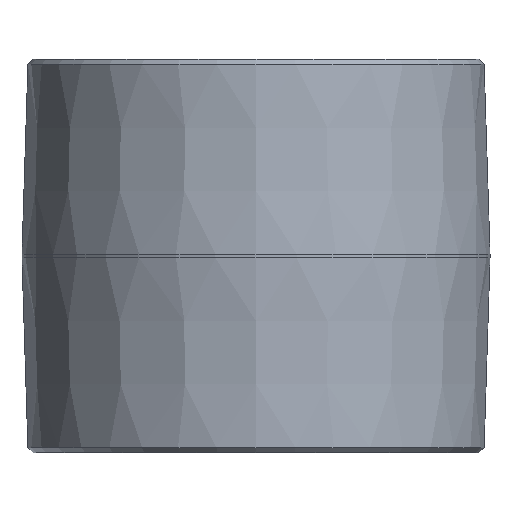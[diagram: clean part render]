
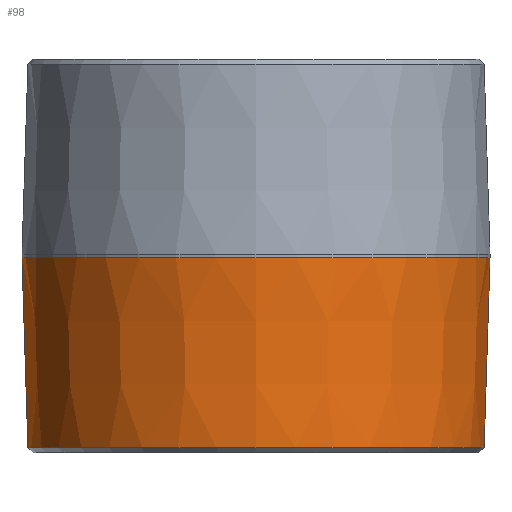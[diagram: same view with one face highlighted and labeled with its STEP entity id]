
A CAD part, front view. The second image highlights one B-rep face of the part: STEP entity #98.
In plain terms, the highlighted conical face has half-angle 1.78 degrees and reference radius 30.226 mm.
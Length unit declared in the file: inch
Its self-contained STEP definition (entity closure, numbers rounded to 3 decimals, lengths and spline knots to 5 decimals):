
#3 = EDGE_CURVE ( 'NONE', #248, #482, #370, .T. ) ;
#10 = CARTESIAN_POINT ( 'NONE',  ( 0., 0., 0.99 ) ) ;
#21 = AXIS2_PLACEMENT_3D ( 'NONE', #10, #217, #266 ) ;
#42 = EDGE_LOOP ( 'NONE', ( #189, #335, #302, #376 ) ) ;
#59 = DIRECTION ( 'NONE',  ( 0., 0., 1. ) ) ;
#98 = ADVANCED_FACE ( 'NONE', ( #310 ), #204, .T. ) ;
#101 = EDGE_CURVE ( 'NONE', #235, #248, #261, .T. ) ;
#105 = CARTESIAN_POINT ( 'NONE',  ( 1.16001, 0., 0.02499 ) ) ;
#108 = CARTESIAN_POINT ( 'NONE',  ( 0., 0., 0.02499 ) ) ;
#131 = DIRECTION ( 'NONE',  ( 0., 0., 1. ) ) ;
#162 = CARTESIAN_POINT ( 'NONE',  ( -1.16001, 0., 0.02499 ) ) ;
#164 = CARTESIAN_POINT ( 'NONE',  ( -1.19, 0., 0.99 ) ) ;
#189 = ORIENTED_EDGE ( 'NONE', *, *, #513, .F. ) ;
#191 = EDGE_CURVE ( 'NONE', #394, #235, #237, .T. ) ;
#204 = CONICAL_SURFACE ( 'NONE', #377, 1.19, 0.031 ) ;
#211 = CARTESIAN_POINT ( 'NONE',  ( 1.19, 0., 0.99 ) ) ;
#216 = LINE ( 'NONE', #164, #275 ) ;
#217 = DIRECTION ( 'NONE',  ( 0., 0., -1. ) ) ;
#227 = AXIS2_PLACEMENT_3D ( 'NONE', #108, #59, #318 ) ;
#229 = CARTESIAN_POINT ( 'NONE',  ( 1.19, 0., 0.99 ) ) ;
#235 = VERTEX_POINT ( 'NONE', #105 ) ;
#237 = CIRCLE ( 'NONE', #227, 1.16001 ) ;
#248 = VERTEX_POINT ( 'NONE', #229 ) ;
#261 = LINE ( 'NONE', #211, #384 ) ;
#265 = DIRECTION ( 'NONE',  ( -0.031, 0., 1. ) ) ;
#266 = DIRECTION ( 'NONE',  ( -1., 0., 0. ) ) ;
#275 = VECTOR ( 'NONE', #265, 39.37008 ) ;
#302 = ORIENTED_EDGE ( 'NONE', *, *, #101, .T. ) ;
#310 = FACE_OUTER_BOUND ( 'NONE', #42, .T. ) ;
#318 = DIRECTION ( 'NONE',  ( -1., 0., 0. ) ) ;
#335 = ORIENTED_EDGE ( 'NONE', *, *, #191, .T. ) ;
#370 = CIRCLE ( 'NONE', #21, 1.19 ) ;
#376 = ORIENTED_EDGE ( 'NONE', *, *, #3, .T. ) ;
#377 = AXIS2_PLACEMENT_3D ( 'NONE', #427, #131, #521 ) ;
#384 = VECTOR ( 'NONE', #435, 39.37008 ) ;
#389 = CARTESIAN_POINT ( 'NONE',  ( -1.19, 0., 0.99 ) ) ;
#394 = VERTEX_POINT ( 'NONE', #162 ) ;
#427 = CARTESIAN_POINT ( 'NONE',  ( 0., 0., 0.99 ) ) ;
#435 = DIRECTION ( 'NONE',  ( 0.031, 0., 1. ) ) ;
#482 = VERTEX_POINT ( 'NONE', #389 ) ;
#513 = EDGE_CURVE ( 'NONE', #394, #482, #216, .T. ) ;
#521 = DIRECTION ( 'NONE',  ( 1., 0., 0. ) ) ;
